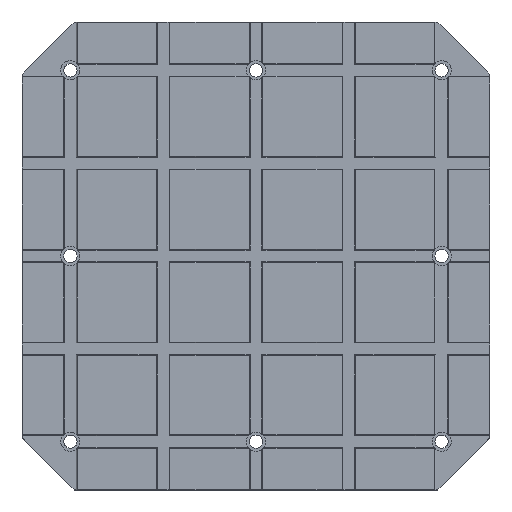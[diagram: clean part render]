
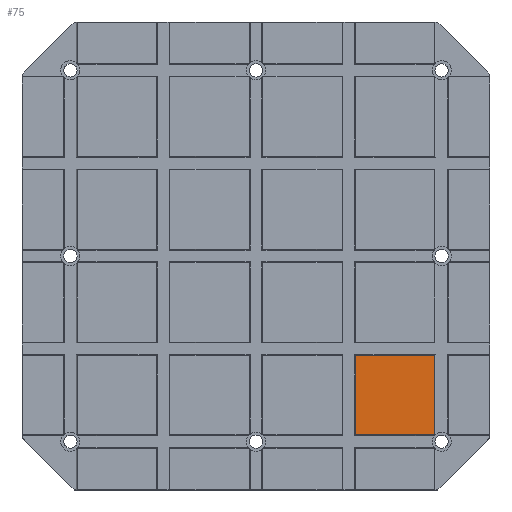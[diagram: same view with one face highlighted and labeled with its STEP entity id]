
A CAD part, top view. The second image highlights one B-rep face of the part: STEP entity #75.
In plain terms, the highlighted planar face has unit normal (0, 0, 1).
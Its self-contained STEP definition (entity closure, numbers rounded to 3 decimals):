
#75 = ADVANCED_FACE( '', ( #584 ), #585, .T. );
#584 = FACE_OUTER_BOUND( '', #1677, .T. );
#585 = PLANE( '', #1678 );
#1677 = EDGE_LOOP( '', ( #2770, #2771, #2772, #2773, #2774 ) );
#1678 = AXIS2_PLACEMENT_3D( '', #2775, #2776, #2777 );
#2770 = ORIENTED_EDGE( '', *, *, #7045, .F. );
#2771 = ORIENTED_EDGE( '', *, *, #7046, .T. );
#2772 = ORIENTED_EDGE( '', *, *, #7047, .T. );
#2773 = ORIENTED_EDGE( '', *, *, #7048, .T. );
#2774 = ORIENTED_EDGE( '', *, *, #7049, .F. );
#2775 = CARTESIAN_POINT( '', ( -315., -315., 75. ) );
#2776 = DIRECTION( '', ( 0., 0., 1. ) );
#2777 = DIRECTION( '', ( 1., 0., 0. ) );
#7045 = EDGE_CURVE( '', #8422, #8423, #8424, .T. );
#7046 = EDGE_CURVE( '', #8422, #8425, #8426, .T. );
#7047 = EDGE_CURVE( '', #8425, #8427, #8428, .T. );
#7048 = EDGE_CURVE( '', #8427, #8429, #8430, .T. );
#7049 = EDGE_CURVE( '', #8423, #8429, #8431, .T. );
#8422 = VERTEX_POINT( '', #10722 );
#8423 = VERTEX_POINT( '', #10723 );
#8424 = LINE( '', #10724, #10725 );
#8425 = VERTEX_POINT( '', #10726 );
#8426 = LINE( '', #10727, #10728 );
#8427 = VERTEX_POINT( '', #10729 );
#8428 = CIRCLE( '', #10730, 13. );
#8429 = VERTEX_POINT( '', #10731 );
#8430 = LINE( '', #10732, #10733 );
#8431 = LINE( '', #10734, #10735 );
#10722 = CARTESIAN_POINT( '', ( 134., -241., 75. ) );
#10723 = CARTESIAN_POINT( '', ( 134., -134., 75. ) );
#10724 = CARTESIAN_POINT( '', ( 134., -315., 75. ) );
#10725 = VECTOR( '', #14198, 1000. );
#10726 = CARTESIAN_POINT( '', ( 240.619, -241., 75. ) );
#10727 = CARTESIAN_POINT( '', ( -315., -241., 75. ) );
#10728 = VECTOR( '', #14199, 1000. );
#10729 = CARTESIAN_POINT( '', ( 241., -240.619, 75. ) );
#10730 = AXIS2_PLACEMENT_3D( '', #14200, #14201, #14202 );
#10731 = CARTESIAN_POINT( '', ( 241., -134., 75. ) );
#10732 = CARTESIAN_POINT( '', ( 241., -315., 75. ) );
#10733 = VECTOR( '', #14203, 1000. );
#10734 = CARTESIAN_POINT( '', ( -315., -134., 75. ) );
#10735 = VECTOR( '', #14204, 1000. );
#14198 = DIRECTION( '', ( 0., 1., 0. ) );
#14199 = DIRECTION( '', ( 1., 0., 0. ) );
#14200 = CARTESIAN_POINT( '', ( 250., -250., 75. ) );
#14201 = DIRECTION( '', ( 0., 0., -1. ) );
#14202 = DIRECTION( '', ( 0., -1., 0. ) );
#14203 = DIRECTION( '', ( 0., 1., 0. ) );
#14204 = DIRECTION( '', ( 1., 0., 0. ) );
